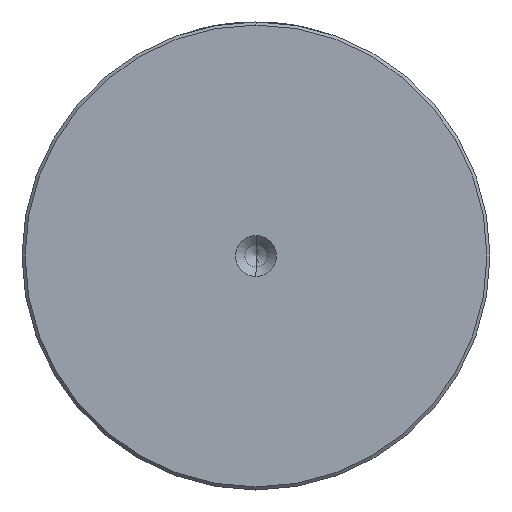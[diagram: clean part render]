
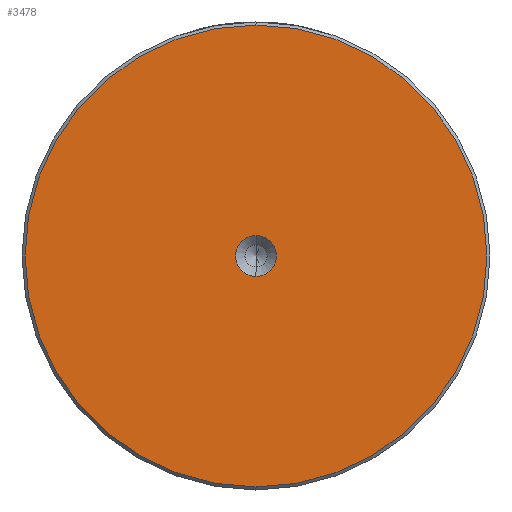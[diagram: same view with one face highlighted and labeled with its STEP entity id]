
A CAD part, left-side view. The second image highlights one B-rep face of the part: STEP entity #3478.
In plain terms, the highlighted planar face has unit normal (-1, 0, 0).
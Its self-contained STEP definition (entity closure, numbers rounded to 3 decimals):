
#24 = ORIENTED_EDGE ( 'NONE', *, *, #2465, .T. ) ;
#288 = EDGE_LOOP ( 'NONE', ( #24, #1199 ) ) ;
#430 = ORIENTED_EDGE ( 'NONE', *, *, #859, .F. ) ;
#452 = CARTESIAN_POINT ( 'NONE',  ( 0., 0., -37.5 ) ) ;
#617 = CIRCLE ( 'NONE', #3360, 37.5 ) ;
#666 = DIRECTION ( 'NONE',  ( -1., 0., 0. ) ) ;
#705 = DIRECTION ( 'NONE',  ( -1., 0., 0. ) ) ;
#743 = EDGE_CURVE ( 'NONE', #1386, #1027, #879, .T. ) ;
#859 = EDGE_CURVE ( 'NONE', #1027, #1386, #3269, .T. ) ;
#863 = PLANE ( 'NONE',  #1336 ) ;
#879 = CIRCLE ( 'NONE', #3337, 3.3 ) ;
#1027 = VERTEX_POINT ( 'NONE', #1782 ) ;
#1090 = DIRECTION ( 'NONE',  ( -1., 0., 0. ) ) ;
#1133 = AXIS2_PLACEMENT_3D ( 'NONE', #2716, #1090, #2989 ) ;
#1141 = DIRECTION ( 'NONE',  ( 0., 0., 1. ) ) ;
#1162 = EDGE_CURVE ( 'NONE', #2910, #2997, #3496, .T. ) ;
#1199 = ORIENTED_EDGE ( 'NONE', *, *, #1162, .T. ) ;
#1336 = AXIS2_PLACEMENT_3D ( 'NONE', #3306, #2770, #1141 ) ;
#1362 = DIRECTION ( 'NONE',  ( -1., 0., 0. ) ) ;
#1386 = VERTEX_POINT ( 'NONE', #2810 ) ;
#1525 = ORIENTED_EDGE ( 'NONE', *, *, #743, .F. ) ;
#1782 = CARTESIAN_POINT ( 'NONE',  ( 0., 0., -3.3 ) ) ;
#1786 = FACE_BOUND ( 'NONE', #2565, .T. ) ;
#2187 = AXIS2_PLACEMENT_3D ( 'NONE', #2990, #1362, #3265 ) ;
#2312 = CARTESIAN_POINT ( 'NONE',  ( 0., 0., 0. ) ) ;
#2346 = CARTESIAN_POINT ( 'NONE',  ( 0., 0., 0. ) ) ;
#2444 = FACE_OUTER_BOUND ( 'NONE', #288, .T. ) ;
#2465 = EDGE_CURVE ( 'NONE', #2997, #2910, #617, .T. ) ;
#2565 = EDGE_LOOP ( 'NONE', ( #1525, #430 ) ) ;
#2580 = DIRECTION ( 'NONE',  ( 0., 0., 1. ) ) ;
#2615 = DIRECTION ( 'NONE',  ( 0., 0., 1. ) ) ;
#2716 = CARTESIAN_POINT ( 'NONE',  ( 0., 0., 0. ) ) ;
#2770 = DIRECTION ( 'NONE',  ( -1., 0., 0. ) ) ;
#2810 = CARTESIAN_POINT ( 'NONE',  ( 0., 0., 3.3 ) ) ;
#2910 = VERTEX_POINT ( 'NONE', #3371 ) ;
#2989 = DIRECTION ( 'NONE',  ( 0., 0., 1. ) ) ;
#2990 = CARTESIAN_POINT ( 'NONE',  ( 0., 0., 0. ) ) ;
#2997 = VERTEX_POINT ( 'NONE', #452 ) ;
#3265 = DIRECTION ( 'NONE',  ( 0., 0., 1. ) ) ;
#3269 = CIRCLE ( 'NONE', #2187, 3.3 ) ;
#3306 = CARTESIAN_POINT ( 'NONE',  ( 0., 0., 0. ) ) ;
#3337 = AXIS2_PLACEMENT_3D ( 'NONE', #2346, #705, #2615 ) ;
#3360 = AXIS2_PLACEMENT_3D ( 'NONE', #2312, #666, #2580 ) ;
#3371 = CARTESIAN_POINT ( 'NONE',  ( 0., 0., 37.5 ) ) ;
#3478 = ADVANCED_FACE ( 'NONE', ( #2444, #1786 ), #863, .T. ) ;
#3496 = CIRCLE ( 'NONE', #1133, 37.5 ) ;
